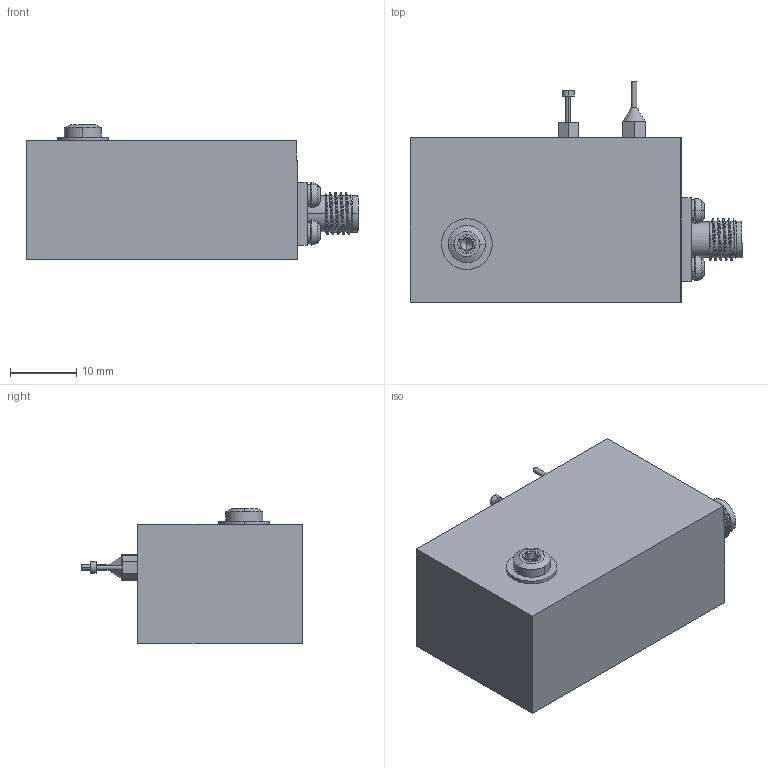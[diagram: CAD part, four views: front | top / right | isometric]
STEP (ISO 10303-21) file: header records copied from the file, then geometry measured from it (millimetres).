
FILE_DESCRIPTION (( 'STEP AP214' ), '1' );
FILE_NAME ('OD-FCK-SM1.STEP', '2024-09-26T16:23:04', ( '' ), ( '' ), 'SwSTEP 2.0', 'SolidWorks 2021', '' );
FILE_SCHEMA (( 'AUTOMOTIVE_DESIGN' ));
Length unit declared in the file: millimetre
Products named in the file (1): OD-FCK-SM1
Bounding box: 50.2 x 33.4 x 20.4 mm (x, y, z)
Volume: 18868.4 mm3; surface area: 5105.3 mm2
Topology: 1 solids, 1 shells, 286 faces, 740 edges, 468 vertices
Faces by surface type: plane 120, cylinder 106, cone 17, bspline 17, torus 16, sphere 10
Entity records: 14192 total; most frequent: CARTESIAN_POINT 7451, ORIENTED_EDGE 1456, DIRECTION 1356, EDGE_CURVE 728, AXIS2_PLACEMENT_3D 524, VERTEX_POINT 468, EDGE_LOOP 318, VECTOR 308
